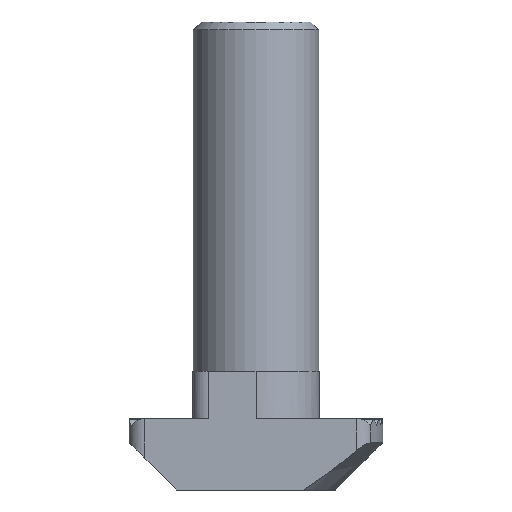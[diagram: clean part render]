
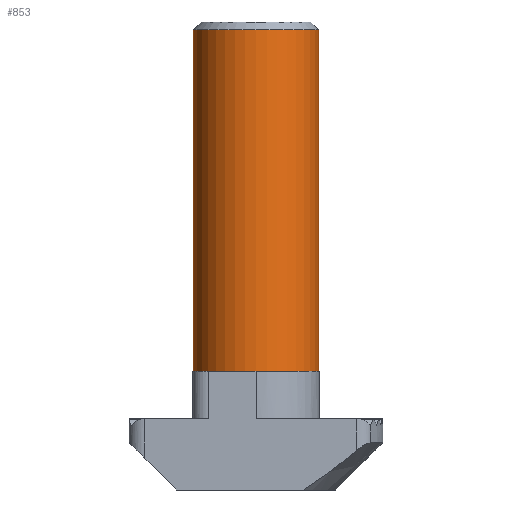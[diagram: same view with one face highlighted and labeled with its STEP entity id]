
A CAD part, front view. The second image highlights one B-rep face of the part: STEP entity #853.
In plain terms, the highlighted cylindrical face has radius 3.95 mm (diameter 7.9 mm), a partial arc.
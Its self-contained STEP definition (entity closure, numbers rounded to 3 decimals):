
#32 = VECTOR ( 'NONE', #1705, 1000. ) ;
#44 = CARTESIAN_POINT ( 'NONE',  ( 3.95, 0., 29. ) ) ;
#80 = EDGE_LOOP ( 'NONE', ( #280, #2354, #1038, #1188 ) ) ;
#105 = DIRECTION ( 'NONE',  ( -1., 0., 0. ) ) ;
#108 = EDGE_CURVE ( 'NONE', #2274, #2317, #2546, .T. ) ;
#119 = DIRECTION ( 'NONE',  ( 0., 0., 1. ) ) ;
#127 = CARTESIAN_POINT ( 'NONE',  ( 0., 0., 7.5 ) ) ;
#280 = ORIENTED_EDGE ( 'NONE', *, *, #108, .F. ) ;
#678 = EDGE_CURVE ( 'NONE', #1568, #2317, #1754, .T. ) ;
#733 = CARTESIAN_POINT ( 'NONE',  ( -3.95, 0., 29. ) ) ;
#773 = CARTESIAN_POINT ( 'NONE',  ( 3.95, 0., 7.5 ) ) ;
#814 = DIRECTION ( 'NONE',  ( 0., 0., -1. ) ) ;
#845 = EDGE_CURVE ( 'NONE', #2274, #997, #1907, .T. ) ;
#853 = ADVANCED_FACE ( 'NONE', ( #1345 ), #1847, .T. ) ;
#997 = VERTEX_POINT ( 'NONE', #733 ) ;
#1038 = ORIENTED_EDGE ( 'NONE', *, *, #2021, .T. ) ;
#1188 = ORIENTED_EDGE ( 'NONE', *, *, #678, .T. ) ;
#1345 = FACE_OUTER_BOUND ( 'NONE', #80, .T. ) ;
#1438 = CARTESIAN_POINT ( 'NONE',  ( -3.95, 0., 7.5 ) ) ;
#1568 = VERTEX_POINT ( 'NONE', #1438 ) ;
#1705 = DIRECTION ( 'NONE',  ( 0., 0., -1. ) ) ;
#1732 = CARTESIAN_POINT ( 'NONE',  ( -3.95, 0., -0.769 ) ) ;
#1754 = CIRCLE ( 'NONE', #2725, 3.95 ) ;
#1827 = VECTOR ( 'NONE', #814, 1000. ) ;
#1847 = CYLINDRICAL_SURFACE ( 'NONE', #1992, 3.95 ) ;
#1905 = DIRECTION ( 'NONE',  ( -1., 0., 0. ) ) ;
#1907 = CIRCLE ( 'NONE', #2047, 3.95 ) ;
#1914 = DIRECTION ( 'NONE',  ( 0., 0., -1. ) ) ;
#1924 = CARTESIAN_POINT ( 'NONE',  ( 0., 0., 29. ) ) ;
#1992 = AXIS2_PLACEMENT_3D ( 'NONE', #2101, #2069, #2063 ) ;
#2021 = EDGE_CURVE ( 'NONE', #997, #1568, #2480, .T. ) ;
#2047 = AXIS2_PLACEMENT_3D ( 'NONE', #1924, #1914, #1905 ) ;
#2063 = DIRECTION ( 'NONE',  ( -1., 0., 0. ) ) ;
#2069 = DIRECTION ( 'NONE',  ( 0., 0., -1. ) ) ;
#2101 = CARTESIAN_POINT ( 'NONE',  ( 0., 0., -0.769 ) ) ;
#2259 = CARTESIAN_POINT ( 'NONE',  ( 3.95, 0., -0.769 ) ) ;
#2274 = VERTEX_POINT ( 'NONE', #44 ) ;
#2317 = VERTEX_POINT ( 'NONE', #773 ) ;
#2354 = ORIENTED_EDGE ( 'NONE', *, *, #845, .T. ) ;
#2480 = LINE ( 'NONE', #1732, #32 ) ;
#2546 = LINE ( 'NONE', #2259, #1827 ) ;
#2725 = AXIS2_PLACEMENT_3D ( 'NONE', #127, #119, #105 ) ;
